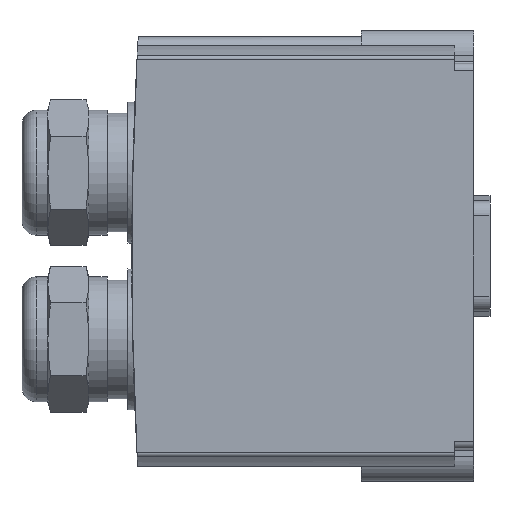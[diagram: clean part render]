
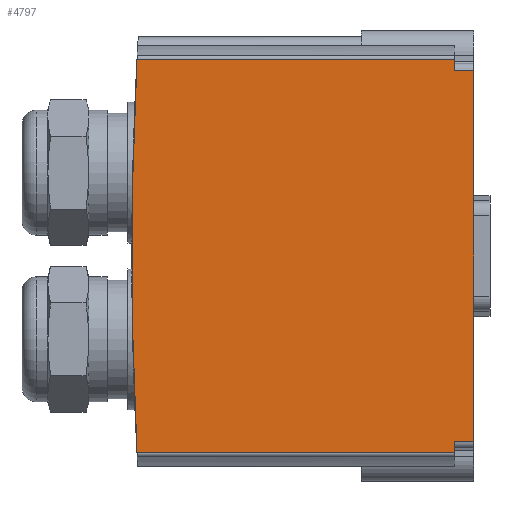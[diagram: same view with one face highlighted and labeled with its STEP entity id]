
A CAD part, left-side view. The second image highlights one B-rep face of the part: STEP entity #4797.
In plain terms, the highlighted planar face has unit normal (-1, 0, 0).
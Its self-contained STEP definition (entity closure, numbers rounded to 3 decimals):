
#130=LINE('',#6608,#389);
#161=LINE('',#6716,#420);
#162=LINE('',#6719,#421);
#163=LINE('',#6721,#422);
#164=LINE('',#6722,#423);
#165=LINE('',#6724,#424);
#166=LINE('',#6726,#425);
#389=VECTOR('',#5487,1000.);
#420=VECTOR('',#5580,1000.);
#421=VECTOR('',#5581,1000.);
#422=VECTOR('',#5582,1000.);
#423=VECTOR('',#5583,1000.);
#424=VECTOR('',#5584,1000.);
#425=VECTOR('',#5585,1000.);
#619=PLANE('',#5065);
#774=CIRCLE('',#5066,500.);
#1033=ORIENTED_EDGE('',*,*,#1978,.T.);
#1034=ORIENTED_EDGE('',*,*,#1979,.T.);
#1035=ORIENTED_EDGE('',*,*,#1980,.T.);
#1036=ORIENTED_EDGE('',*,*,#1923,.T.);
#1037=ORIENTED_EDGE('',*,*,#1981,.F.);
#1038=ORIENTED_EDGE('',*,*,#1982,.T.);
#1039=ORIENTED_EDGE('',*,*,#1983,.F.);
#1040=ORIENTED_EDGE('',*,*,#1984,.F.);
#1923=EDGE_CURVE('',#2387,#2388,#130,.T.);
#1978=EDGE_CURVE('',#2433,#2434,#161,.T.);
#1979=EDGE_CURVE('',#2434,#2435,#162,.T.);
#1980=EDGE_CURVE('',#2435,#2387,#163,.T.);
#1981=EDGE_CURVE('',#2436,#2388,#164,.T.);
#1982=EDGE_CURVE('',#2436,#2437,#165,.T.);
#1983=EDGE_CURVE('',#2438,#2437,#166,.T.);
#1984=EDGE_CURVE('',#2433,#2438,#774,.T.);
#2387=VERTEX_POINT('',#6609);
#2388=VERTEX_POINT('',#6610);
#2433=VERTEX_POINT('',#6717);
#2434=VERTEX_POINT('',#6718);
#2435=VERTEX_POINT('',#6720);
#2436=VERTEX_POINT('',#6723);
#2437=VERTEX_POINT('',#6725);
#2438=VERTEX_POINT('',#6727);
#2735=EDGE_LOOP('',(#1033,#1034,#1035,#1036,#1037,#1038,#1039,#1040));
#3010=FACE_BOUND('',#2735,.T.);
#4797=ADVANCED_FACE('',(#3010),#619,.F.);
#5065=AXIS2_PLACEMENT_3D('',#6715,#5578,#5579);
#5066=AXIS2_PLACEMENT_3D('',#6728,#5586,#5587);
#5487=DIRECTION('',(0.,0.,1.));
#5578=DIRECTION('',(1.,0.,0.));
#5579=DIRECTION('',(0.,0.,-1.));
#5580=DIRECTION('',(0.,-1.,0.));
#5581=DIRECTION('',(0.,0.,1.));
#5582=DIRECTION('',(0.,-1.,0.));
#5583=DIRECTION('',(0.,-1.,0.));
#5584=DIRECTION('',(0.,0.,1.));
#5585=DIRECTION('',(0.,-1.,0.));
#5586=DIRECTION('',(1.,0.,0.));
#5587=DIRECTION('',(0.,0.,-1.));
#6608=CARTESIAN_POINT('',(-10.,0.,-26.598));
#6609=CARTESIAN_POINT('',(-10.,0.,-25.));
#6610=CARTESIAN_POINT('',(-10.,0.,25.));
#6715=CARTESIAN_POINT('',(-10.,46.68,-26.598));
#6716=CARTESIAN_POINT('',(-10.,46.68,-26.598));
#6717=CARTESIAN_POINT('',(-10.,45.472,-26.598));
#6718=CARTESIAN_POINT('',(-10.,2.598,-26.598));
#6719=CARTESIAN_POINT('',(-10.,2.598,-26.598));
#6720=CARTESIAN_POINT('',(-10.,2.598,-25.));
#6721=CARTESIAN_POINT('',(-10.,2.598,-25.));
#6722=CARTESIAN_POINT('',(-10.,2.598,25.));
#6723=CARTESIAN_POINT('',(-10.,2.598,25.));
#6724=CARTESIAN_POINT('',(-10.,2.598,-26.598));
#6725=CARTESIAN_POINT('',(-10.,2.598,26.598));
#6726=CARTESIAN_POINT('',(-10.,46.68,26.598));
#6727=CARTESIAN_POINT('',(-10.,45.472,26.598));
#6728=CARTESIAN_POINT('',(-10.,-453.82,0.));
